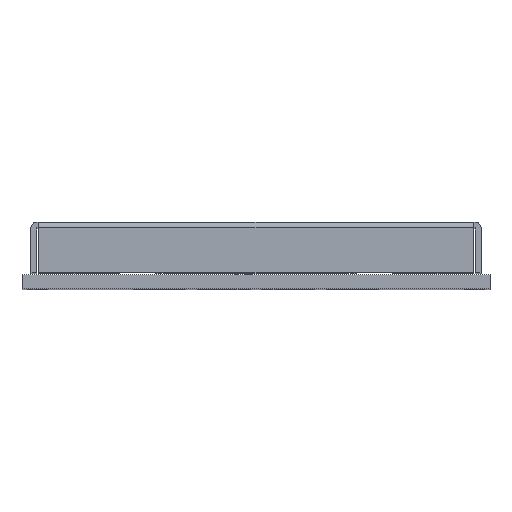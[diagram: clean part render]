
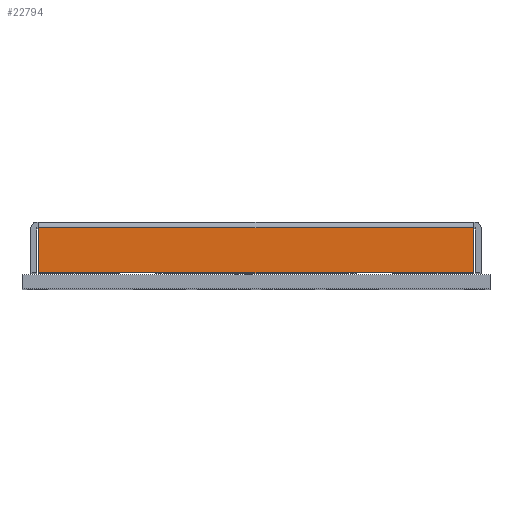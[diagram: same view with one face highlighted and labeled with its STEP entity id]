
A CAD part, top view. The second image highlights one B-rep face of the part: STEP entity #22794.
In plain terms, the highlighted planar face has unit normal (0, 0, 1).
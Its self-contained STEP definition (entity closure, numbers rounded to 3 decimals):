
#21138=DIRECTION('',(1.,0.,0.));
#21139=VECTOR('',#21138,11.14);
#21140=CARTESIAN_POINT('',(-5.57,0.,7.5));
#21141=LINE('',#21140,#21139);
#21673=DIRECTION('',(1.,0.,0.));
#21674=VECTOR('',#21673,11.14);
#21675=CARTESIAN_POINT('',(-5.57,1.15,7.5));
#21676=LINE('',#21675,#21674);
#21677=DIRECTION('',(0.,1.,0.));
#21678=VECTOR('',#21677,1.15);
#21679=CARTESIAN_POINT('',(5.57,0.,7.5));
#21680=LINE('',#21679,#21678);
#21681=DIRECTION('',(0.,1.,0.));
#21682=VECTOR('',#21681,1.15);
#21683=CARTESIAN_POINT('',(-5.57,0.,7.5));
#21684=LINE('',#21683,#21682);
#21798=CARTESIAN_POINT('',(-5.57,0.,7.5));
#21800=VERTEX_POINT('',#21798);
#21860=CARTESIAN_POINT('',(5.57,0.,7.5));
#21862=VERTEX_POINT('',#21860);
#21893=CARTESIAN_POINT('',(5.57,1.15,7.5));
#21895=VERTEX_POINT('',#21893);
#21896=CARTESIAN_POINT('',(-5.57,1.15,7.5));
#21897=VERTEX_POINT('',#21896);
#22783=CARTESIAN_POINT('',(-5.77,0.,7.5));
#22784=DIRECTION('',(0.,0.,1.));
#22785=DIRECTION('',(1.,0.,0.));
#22786=AXIS2_PLACEMENT_3D('',#22783,#22784,#22785);
#22787=PLANE('',#22786);
#22788=ORIENTED_EDGE('',*,*,#22556,.T.);
#22789=ORIENTED_EDGE('',*,*,#22577,.F.);
#22790=ORIENTED_EDGE('',*,*,#22065,.F.);
#22791=ORIENTED_EDGE('',*,*,#22772,.T.);
#22792=EDGE_LOOP('',(#22788,#22789,#22790,#22791));
#22793=FACE_OUTER_BOUND('',#22792,.F.);
#22794=ADVANCED_FACE('',(#22793),#22787,.T.);
#22065=EDGE_CURVE('',#21800,#21862,#21141,.T.);
#22556=EDGE_CURVE('',#21897,#21895,#21676,.T.);
#22577=EDGE_CURVE('',#21862,#21895,#21680,.T.);
#22772=EDGE_CURVE('',#21800,#21897,#21684,.T.);
